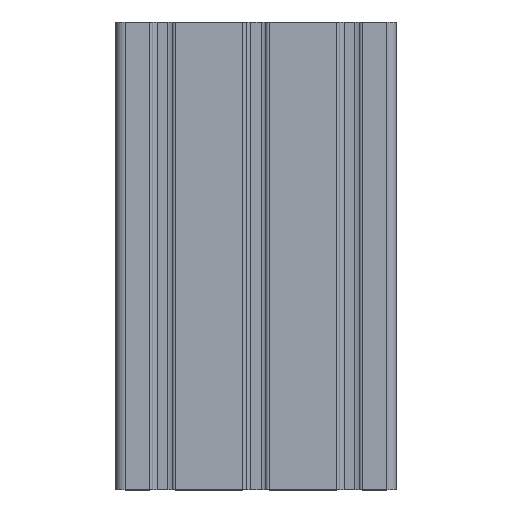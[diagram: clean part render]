
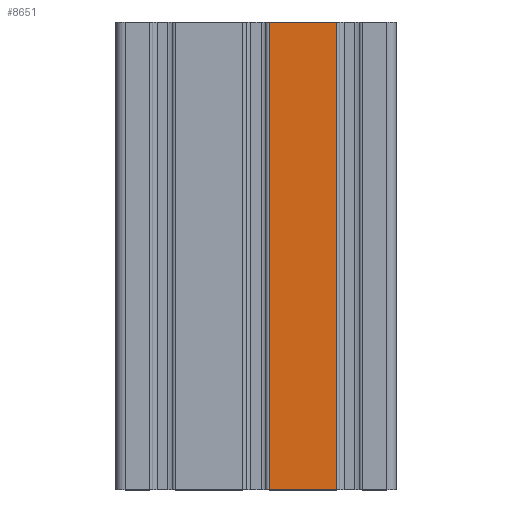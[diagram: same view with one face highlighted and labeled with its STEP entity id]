
A CAD part, top view. The second image highlights one B-rep face of the part: STEP entity #8651.
In plain terms, the highlighted planar face has unit normal (0, 0, 1).
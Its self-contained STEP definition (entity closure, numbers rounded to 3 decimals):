
#50 = LINE ( 'NONE', #7690, #7875 ) ;
#458 = ORIENTED_EDGE ( 'NONE', *, *, #4907, .T. ) ;
#525 = EDGE_LOOP ( 'NONE', ( #2259, #458, #8816, #2733 ) ) ;
#610 = LINE ( 'NONE', #1893, #720 ) ;
#720 = VECTOR ( 'NONE', #2609, 1000. ) ;
#834 = LINE ( 'NONE', #6261, #3141 ) ;
#1386 = EDGE_CURVE ( 'NONE', #1682, #4843, #834, .T. ) ;
#1682 = VERTEX_POINT ( 'NONE', #5003 ) ;
#1893 = CARTESIAN_POINT ( 'NONE',  ( 5.6, 0., 40. ) ) ;
#1961 = DIRECTION ( 'NONE',  ( 1., 0., 0. ) ) ;
#2035 = DIRECTION ( 'NONE',  ( 1., 0., 0. ) ) ;
#2254 = CARTESIAN_POINT ( 'NONE',  ( 5.6, 200., 40. ) ) ;
#2259 = ORIENTED_EDGE ( 'NONE', *, *, #1386, .T. ) ;
#2609 = DIRECTION ( 'NONE',  ( 0., -1., 0. ) ) ;
#2733 = ORIENTED_EDGE ( 'NONE', *, *, #8741, .T. ) ;
#3063 = CARTESIAN_POINT ( 'NONE',  ( 34.4, 200., 40. ) ) ;
#3141 = VECTOR ( 'NONE', #2035, 1000. ) ;
#3331 = EDGE_CURVE ( 'NONE', #7169, #6519, #7815, .T. ) ;
#3333 = PLANE ( 'NONE',  #6823 ) ;
#3497 = CARTESIAN_POINT ( 'NONE',  ( 34.4, 0., 40. ) ) ;
#3655 = DIRECTION ( 'NONE',  ( -1., 0., 0. ) ) ;
#4577 = FACE_OUTER_BOUND ( 'NONE', #525, .T. ) ;
#4757 = CARTESIAN_POINT ( 'NONE',  ( 5.6, 0., 40. ) ) ;
#4843 = VERTEX_POINT ( 'NONE', #3497 ) ;
#4907 = EDGE_CURVE ( 'NONE', #4843, #7169, #50, .T. ) ;
#5003 = CARTESIAN_POINT ( 'NONE',  ( 5.6, 0., 40. ) ) ;
#5861 = CARTESIAN_POINT ( 'NONE',  ( 5.6, 200., 40. ) ) ;
#6102 = DIRECTION ( 'NONE',  ( 0., 0., 1. ) ) ;
#6261 = CARTESIAN_POINT ( 'NONE',  ( 5.6, 0., 40. ) ) ;
#6519 = VERTEX_POINT ( 'NONE', #5861 ) ;
#6823 = AXIS2_PLACEMENT_3D ( 'NONE', #4757, #6102, #1961 ) ;
#7169 = VERTEX_POINT ( 'NONE', #3063 ) ;
#7690 = CARTESIAN_POINT ( 'NONE',  ( 34.4, 0., 40. ) ) ;
#7815 = LINE ( 'NONE', #2254, #8575 ) ;
#7875 = VECTOR ( 'NONE', #9064, 1000. ) ;
#8575 = VECTOR ( 'NONE', #3655, 1000. ) ;
#8651 = ADVANCED_FACE ( 'NONE', ( #4577 ), #3333, .T. ) ;
#8741 = EDGE_CURVE ( 'NONE', #6519, #1682, #610, .T. ) ;
#8816 = ORIENTED_EDGE ( 'NONE', *, *, #3331, .T. ) ;
#9064 = DIRECTION ( 'NONE',  ( 0., 1., 0. ) ) ;
